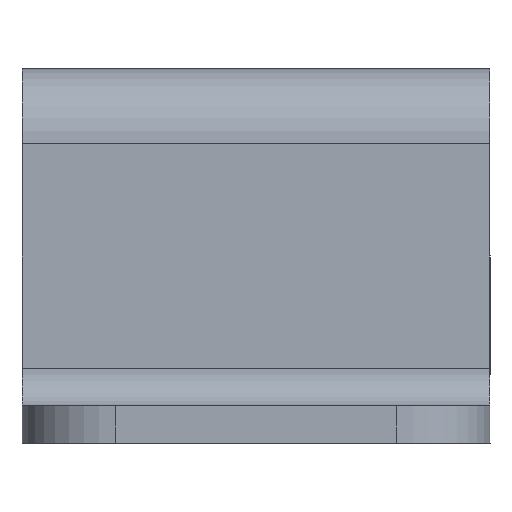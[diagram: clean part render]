
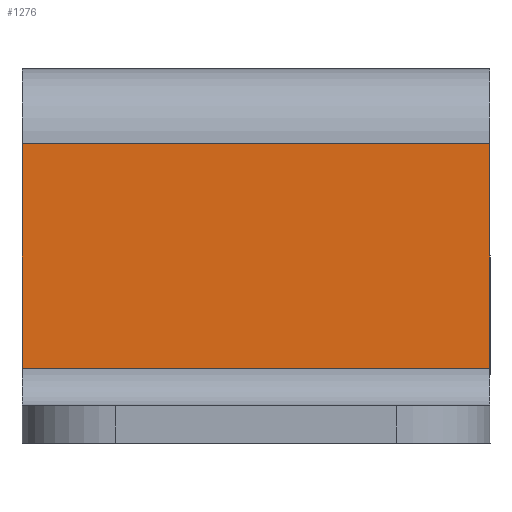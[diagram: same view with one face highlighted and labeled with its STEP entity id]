
A CAD part, front view. The second image highlights one B-rep face of the part: STEP entity #1276.
In plain terms, the highlighted planar face has unit normal (0, -1, 0).
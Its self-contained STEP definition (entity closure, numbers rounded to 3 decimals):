
#50 = VECTOR ( 'NONE', #1299, 1000. ) ;
#58 = FACE_OUTER_BOUND ( 'NONE', #755, .T. ) ;
#153 = ORIENTED_EDGE ( 'NONE', *, *, #1141, .F. ) ;
#283 = CARTESIAN_POINT ( 'NONE',  ( 12.5, -15., -4. ) ) ;
#295 = DIRECTION ( 'NONE',  ( 1., 0., 0. ) ) ;
#344 = CARTESIAN_POINT ( 'NONE',  ( 0., -15., 0. ) ) ;
#345 = VERTEX_POINT ( 'NONE', #774 ) ;
#369 = EDGE_CURVE ( 'NONE', #345, #1064, #1212, .T. ) ;
#384 = CARTESIAN_POINT ( 'NONE',  ( 12.5, -15., -2. ) ) ;
#414 = CARTESIAN_POINT ( 'NONE',  ( 12.5, -15., -4. ) ) ;
#421 = EDGE_CURVE ( 'NONE', #1126, #345, #594, .T. ) ;
#444 = DIRECTION ( 'NONE',  ( 0., 0., 1. ) ) ;
#458 = EDGE_CURVE ( 'NONE', #1064, #483, #1103, .T. ) ;
#483 = VERTEX_POINT ( 'NONE', #1097 ) ;
#571 = ORIENTED_EDGE ( 'NONE', *, *, #421, .F. ) ;
#573 = ORIENTED_EDGE ( 'NONE', *, *, #369, .F. ) ;
#594 = LINE ( 'NONE', #1319, #936 ) ;
#692 = PLANE ( 'NONE',  #880 ) ;
#755 = EDGE_LOOP ( 'NONE', ( #153, #851, #573, #571 ) ) ;
#770 = DIRECTION ( 'NONE',  ( -1., 0., 0. ) ) ;
#774 = CARTESIAN_POINT ( 'NONE',  ( -12.5, -15., -4. ) ) ;
#851 = ORIENTED_EDGE ( 'NONE', *, *, #458, .F. ) ;
#880 = AXIS2_PLACEMENT_3D ( 'NONE', #344, #1054, #444 ) ;
#936 = VECTOR ( 'NONE', #1015, 1000. ) ;
#1015 = DIRECTION ( 'NONE',  ( 0., 0., 1. ) ) ;
#1048 = CARTESIAN_POINT ( 'NONE',  ( 12.5, -15., -16. ) ) ;
#1054 = DIRECTION ( 'NONE',  ( 0., 1., 0. ) ) ;
#1064 = VERTEX_POINT ( 'NONE', #414 ) ;
#1069 = LINE ( 'NONE', #1048, #1221 ) ;
#1097 = CARTESIAN_POINT ( 'NONE',  ( 12.5, -15., -16. ) ) ;
#1103 = LINE ( 'NONE', #384, #50 ) ;
#1126 = VERTEX_POINT ( 'NONE', #1154 ) ;
#1141 = EDGE_CURVE ( 'NONE', #483, #1126, #1069, .T. ) ;
#1154 = CARTESIAN_POINT ( 'NONE',  ( -12.5, -15., -16. ) ) ;
#1212 = LINE ( 'NONE', #283, #1329 ) ;
#1221 = VECTOR ( 'NONE', #770, 1000. ) ;
#1276 = ADVANCED_FACE ( 'NONE', ( #58 ), #692, .F. ) ;
#1299 = DIRECTION ( 'NONE',  ( 0., 0., -1. ) ) ;
#1319 = CARTESIAN_POINT ( 'NONE',  ( -12.5, -15., -20. ) ) ;
#1329 = VECTOR ( 'NONE', #295, 1000. ) ;
